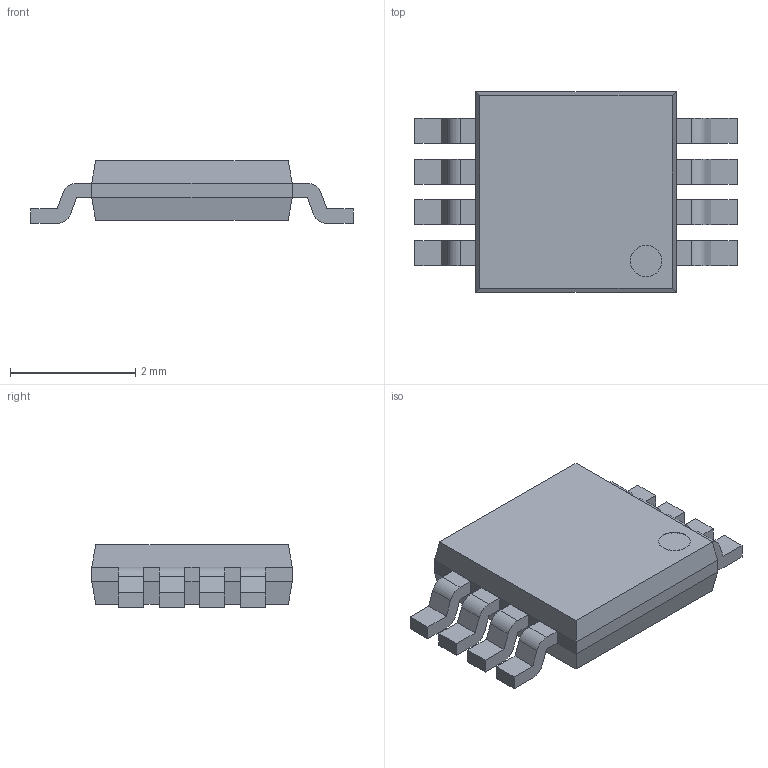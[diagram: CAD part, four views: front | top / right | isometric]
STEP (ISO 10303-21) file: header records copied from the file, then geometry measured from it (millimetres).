
FILE_DESCRIPTION(('FreeCAD Model'),'2;1');
FILE_NAME('MSOP8.step','2016-06-06T16:26:46',( 'Author'),(''),'Open CASCADE STEP processor 6.8','FreeCAD','Unknown' );
FILE_SCHEMA(('AUTOMOTIVE_DESIGN_CC2 { 1 2 10303 214 -1 1 5 4 }'));
Length unit declared in the file: inch
Products named in the file (4): ASSEMBLY; pads001; mark; body
Assembly tree (3 placements, depth 2):
  ASSEMBLY
    pads001
    mark
    body
Bounding box: 5.14 x 3.2 x 1 mm (x, y, z)
Volume: 10.3 mm3; surface area: 45.2 mm2
Topology: 10 solids, 10 shells, 115 faces, 274 edges, 180 vertices
Faces by surface type: plane 89, cylinder 18, bspline 8
Full cylindrical faces by diameter (mm): 0.5 x1, 0.52 x1
Entity records: 7027 total; most frequent: CARTESIAN_POINT 1263, DIRECTION 1047, LINE 734, VECTOR 734, ORIENTED_EDGE 548, PCURVE 548, DEFINITIONAL_REPRESENTATION 548, EDGE_CURVE 274
